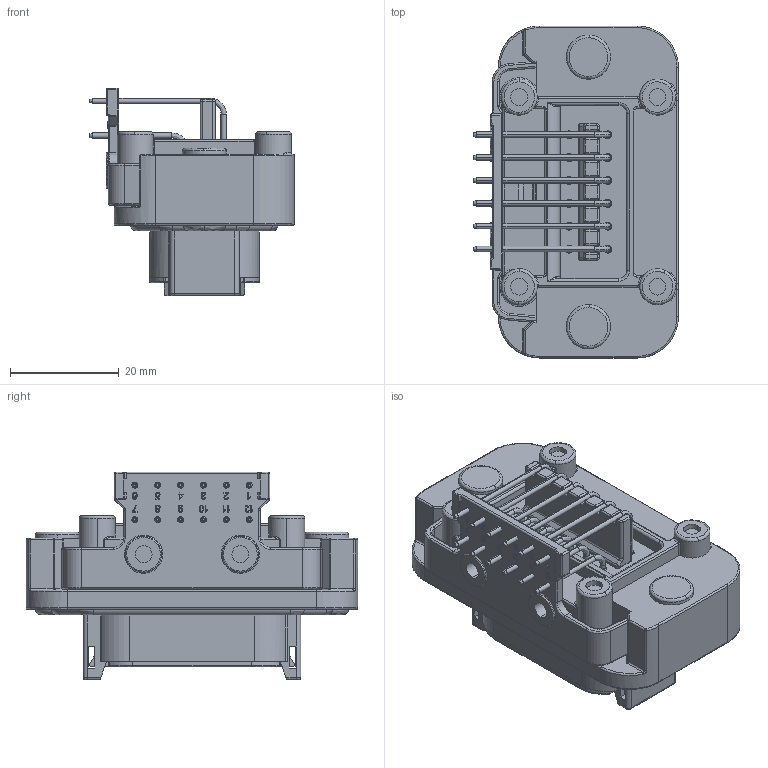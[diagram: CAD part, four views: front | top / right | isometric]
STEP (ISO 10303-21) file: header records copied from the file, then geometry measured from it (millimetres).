
FILE_DESCRIPTION (( 'STEP AP214' ), '1' );
FILE_NAME ('C-ATM13-12PB-BM01_3D.stp', '2018-09-04T19:06:04', ( '' ), ( '' ), 'SwSTEP 2.0', 'SolidWorks 2018', '' );
FILE_SCHEMA (( 'AUTOMOTIVE_DESIGN' ));
Length unit declared in the file: millimetre
Products named in the file (1): C-ATM13-12PB-BM01_3D
Bounding box: 37.65 x 60.96 x 38.2 mm (x, y, z)
Volume: 27697.1 mm3; surface area: 16890.2 mm2
Topology: 1 solids, 4 shells, 2118 faces, 5545 edges, 3368 vertices
Faces by surface type: bspline 857, plane 591, cylinder 529, cone 136, torus 5
Entity records: 79243 total; most frequent: CARTESIAN_POINT 33439, ORIENTED_EDGE 10788, DIRECTION 7615, EDGE_CURVE 5394, VERTEX_POINT 3368, AXIS2_PLACEMENT_3D 2601, LINE 2413, VECTOR 2413
